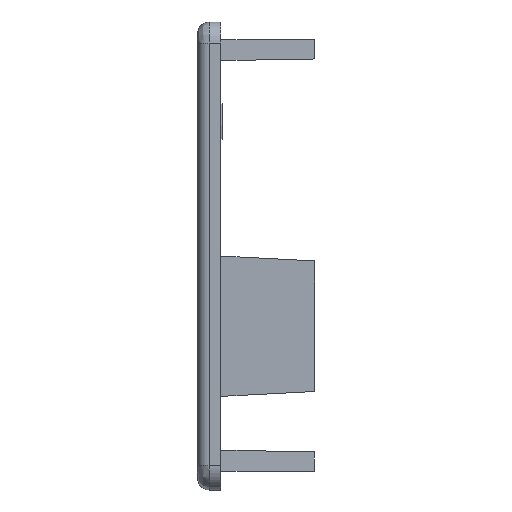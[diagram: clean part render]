
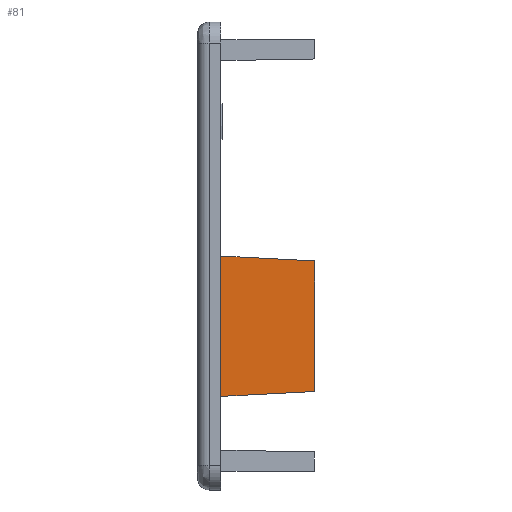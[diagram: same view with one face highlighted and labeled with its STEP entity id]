
A CAD part, left-side view. The second image highlights one B-rep face of the part: STEP entity #81.
In plain terms, the highlighted planar face has unit normal (-1, 0, 0).
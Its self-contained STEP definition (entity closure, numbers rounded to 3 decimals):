
#81=ADVANCED_FACE('',(#453),#5933,.T.);
#453=FACE_OUTER_BOUND('',#837,.T.);
#837=EDGE_LOOP('',(#1375,#1376,#1377,#1378));
#1375=ORIENTED_EDGE('',*,*,#3225,.F.);
#1376=ORIENTED_EDGE('',*,*,#4122,.F.);
#1377=ORIENTED_EDGE('',*,*,#3160,.F.);
#1378=ORIENTED_EDGE('',*,*,#4123,.F.);
#3160=EDGE_CURVE('',#5100,#5099,#4196,.T.);
#3225=EDGE_CURVE('',#5128,#5129,#4261,.T.);
#4122=EDGE_CURVE('',#5099,#5128,#5092,.T.);
#4123=EDGE_CURVE('',#5129,#5100,#5093,.T.);
#4196=B_SPLINE_CURVE_WITH_KNOTS('',1,(#12668,#12669),.UNSPECIFIED.,.F.,
 .F.,(2,2),(25.644,36.805),.UNSPECIFIED.);
#4261=B_SPLINE_CURVE_WITH_KNOTS('',1,(#12804,#12805),.UNSPECIFIED.,.F.,
 .F.,(2,2),(0.,12.),.UNSPECIFIED.);
#5092=B_SPLINE_CURVE_WITH_KNOTS('',1,(#18868,#18869,#18870),
 .UNSPECIFIED.,.F.,.F.,(2,1,2),(0.,6.654,7.073),
 .UNSPECIFIED.);
#5093=B_SPLINE_CURVE_WITH_KNOTS('',1,(#18871,#18872,#18873),
 .UNSPECIFIED.,.F.,.F.,(2,1,2),(0.464,0.883,7.536),
 .UNSPECIFIED.);
#5099=VERTEX_POINT('',#12021);
#5100=VERTEX_POINT('',#12022);
#5128=VERTEX_POINT('',#12050);
#5129=VERTEX_POINT('',#12051);
#5933=PLANE('',#6225);
#6225=AXIS2_PLACEMENT_3D('',#6639,#6432,$);
#6432=DIRECTION('',(-1.,0.,0.));
#6639=CARTESIAN_POINT('',(-18.55,-9.801,1.771));
#12021=CARTESIAN_POINT('',(-18.55,-9.,-11.581));
#12022=CARTESIAN_POINT('',(-18.55,-9.,-0.419));
#12050=CARTESIAN_POINT('',(-18.55,-1.,-12.));
#12051=CARTESIAN_POINT('',(-18.55,-1.,0.));
#12668=CARTESIAN_POINT('',(-18.55,-9.,-0.419));
#12669=CARTESIAN_POINT('',(-18.55,-9.,-11.581));
#12804=CARTESIAN_POINT('',(-18.55,-1.,-12.));
#12805=CARTESIAN_POINT('',(-18.55,-1.,0.));
#18868=CARTESIAN_POINT('',(-18.55,-9.,-11.581));
#18869=CARTESIAN_POINT('',(-18.55,-1.474,-11.975));
#18870=CARTESIAN_POINT('',(-18.55,-1.,-12.));
#18871=CARTESIAN_POINT('',(-18.55,-1.,0.));
#18872=CARTESIAN_POINT('',(-18.55,-1.474,-0.025));
#18873=CARTESIAN_POINT('',(-18.55,-9.,-0.419));
